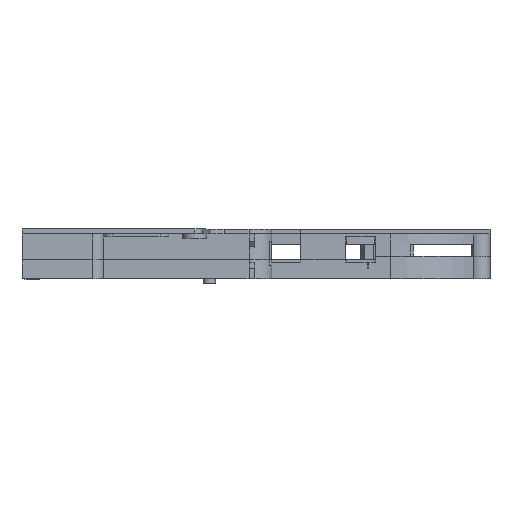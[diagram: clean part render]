
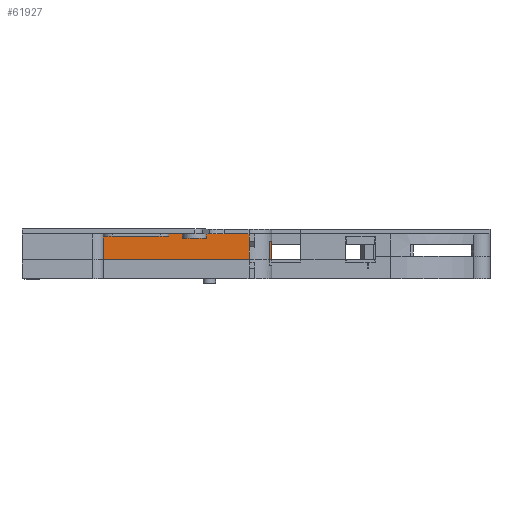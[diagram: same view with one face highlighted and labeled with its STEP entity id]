
A CAD part, top view. The second image highlights one B-rep face of the part: STEP entity #61927.
In plain terms, the highlighted planar face has unit normal (0, 0, 1).
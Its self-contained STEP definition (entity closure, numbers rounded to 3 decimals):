
#58154 = VERTEX_POINT('',#58155);
#58155 = CARTESIAN_POINT('',(19.937,25.487,
    137.336));
#58170 = PLANE('',#58171);
#58171 = AXIS2_PLACEMENT_3D('',#58172,#58173,#58174);
#58172 = CARTESIAN_POINT('',(14.679,25.487,
    113.736));
#58173 = DIRECTION('',(0.,-1.,0.));
#58174 = DIRECTION('',(1.,0.,0.));
#58198 = CYLINDRICAL_SURFACE('',#58199,2.);
#58199 = AXIS2_PLACEMENT_3D('',#58200,#58201,#58202);
#58200 = CARTESIAN_POINT('',(17.937,24.487,
    137.336));
#58201 = DIRECTION('',(0.,1.,0.));
#58202 = DIRECTION('',(0.,0.,1.));
#58255 = PLANE('',#58256);
#58256 = AXIS2_PLACEMENT_3D('',#58257,#58258,#58259);
#58257 = CARTESIAN_POINT('',(14.679,27.987,
    113.736));
#58258 = DIRECTION('',(0.,-1.,0.));
#58259 = DIRECTION('',(1.,0.,0.));
#58362 = PLANE('',#58363);
#58363 = AXIS2_PLACEMENT_3D('',#58364,#58365,#58366);
#58364 = CARTESIAN_POINT('',(12.337,26.987,
    138.836));
#58365 = DIRECTION('',(1.,0.,0.));
#58366 = DIRECTION('',(0.,0.,-1.));
#59777 = PLANE('',#59778);
#59778 = AXIS2_PLACEMENT_3D('',#59779,#59780,#59781);
#59779 = CARTESIAN_POINT('',(14.679,19.387,
    113.736));
#59780 = DIRECTION('',(0.,-1.,0.));
#59781 = DIRECTION('',(1.,0.,0.));
#59803 = CYLINDRICAL_SURFACE('',#59804,3.6);
#59804 = AXIS2_PLACEMENT_3D('',#59805,#59806,#59807);
#59805 = CARTESIAN_POINT('',(-40.036,26.987,
    137.336));
#59806 = DIRECTION('',(0.,1.,0.));
#59807 = DIRECTION('',(0.,0.,1.));
#61787 = EDGE_CURVE('',#61788,#61790,#61792,.T.);
#61788 = VERTEX_POINT('',#61789);
#61789 = CARTESIAN_POINT('',(12.337,25.487,
    137.336));
#61790 = VERTEX_POINT('',#61791);
#61791 = CARTESIAN_POINT('',(12.337,27.987,
    137.336));
#61792 = SURFACE_CURVE('',#61793,(#61797,#61804),.PCURVE_S1.);
#61793 = LINE('',#61794,#61795);
#61794 = CARTESIAN_POINT('',(12.337,26.987,
    137.336));
#61795 = VECTOR('',#61796,1.);
#61796 = DIRECTION('',(0.,1.,0.));
#61797 = PCURVE('',#58362,#61798);
#61798 = DEFINITIONAL_REPRESENTATION('',(#61799),#61803);
#61799 = LINE('',#61800,#61801);
#61800 = CARTESIAN_POINT('',(1.5,0.));
#61801 = VECTOR('',#61802,1.);
#61802 = DIRECTION('',(0.,1.));
#61803 = ( GEOMETRIC_REPRESENTATION_CONTEXT(2) 
PARAMETRIC_REPRESENTATION_CONTEXT() REPRESENTATION_CONTEXT('2D SPACE',''
  ) );
#61804 = PCURVE('',#61805,#61810);
#61805 = PLANE('',#61806);
#61806 = AXIS2_PLACEMENT_3D('',#61807,#61808,#61809);
#61807 = CARTESIAN_POINT('',(-12.049,26.987,
    137.336));
#61808 = DIRECTION('',(0.,0.,-1.));
#61809 = DIRECTION('',(-1.,0.,0.));
#61810 = DEFINITIONAL_REPRESENTATION('',(#61811),#61815);
#61811 = LINE('',#61812,#61813);
#61812 = CARTESIAN_POINT('',(-24.386,0.));
#61813 = VECTOR('',#61814,1.);
#61814 = DIRECTION('',(0.,1.));
#61815 = ( GEOMETRIC_REPRESENTATION_CONTEXT(2) 
PARAMETRIC_REPRESENTATION_CONTEXT() REPRESENTATION_CONTEXT('2D SPACE',''
  ) );
#61927 = ADVANCED_FACE('',(#61928),#61805,.F.);
#61928 = FACE_BOUND('',#61929,.T.);
#61929 = EDGE_LOOP('',(#61930,#61953,#61974,#61975,#61998,#62021));
#61930 = ORIENTED_EDGE('',*,*,#61931,.T.);
#61931 = EDGE_CURVE('',#61932,#58154,#61934,.T.);
#61932 = VERTEX_POINT('',#61933);
#61933 = CARTESIAN_POINT('',(19.937,19.387,
    137.336));
#61934 = SURFACE_CURVE('',#61935,(#61939,#61946),.PCURVE_S1.);
#61935 = LINE('',#61936,#61937);
#61936 = CARTESIAN_POINT('',(19.937,24.487,
    137.336));
#61937 = VECTOR('',#61938,1.);
#61938 = DIRECTION('',(0.,1.,0.));
#61939 = PCURVE('',#61805,#61940);
#61940 = DEFINITIONAL_REPRESENTATION('',(#61941),#61945);
#61941 = LINE('',#61942,#61943);
#61942 = CARTESIAN_POINT('',(-31.986,-2.5));
#61943 = VECTOR('',#61944,1.);
#61944 = DIRECTION('',(0.,1.));
#61945 = ( GEOMETRIC_REPRESENTATION_CONTEXT(2) 
PARAMETRIC_REPRESENTATION_CONTEXT() REPRESENTATION_CONTEXT('2D SPACE',''
  ) );
#61946 = PCURVE('',#58198,#61947);
#61947 = DEFINITIONAL_REPRESENTATION('',(#61948),#61952);
#61948 = LINE('',#61949,#61950);
#61949 = CARTESIAN_POINT('',(1.571,0.));
#61950 = VECTOR('',#61951,1.);
#61951 = DIRECTION('',(0.,1.));
#61952 = ( GEOMETRIC_REPRESENTATION_CONTEXT(2) 
PARAMETRIC_REPRESENTATION_CONTEXT() REPRESENTATION_CONTEXT('2D SPACE',''
  ) );
#61953 = ORIENTED_EDGE('',*,*,#61954,.T.);
#61954 = EDGE_CURVE('',#58154,#61788,#61955,.T.);
#61955 = SURFACE_CURVE('',#61956,(#61960,#61967),.PCURVE_S1.);
#61956 = LINE('',#61957,#61958);
#61957 = CARTESIAN_POINT('',(16.137,25.487,
    137.336));
#61958 = VECTOR('',#61959,1.);
#61959 = DIRECTION('',(-1.,0.,0.));
#61960 = PCURVE('',#61805,#61961);
#61961 = DEFINITIONAL_REPRESENTATION('',(#61962),#61966);
#61962 = LINE('',#61963,#61964);
#61963 = CARTESIAN_POINT('',(-28.186,-1.5));
#61964 = VECTOR('',#61965,1.);
#61965 = DIRECTION('',(1.,0.));
#61966 = ( GEOMETRIC_REPRESENTATION_CONTEXT(2) 
PARAMETRIC_REPRESENTATION_CONTEXT() REPRESENTATION_CONTEXT('2D SPACE',''
  ) );
#61967 = PCURVE('',#58170,#61968);
#61968 = DEFINITIONAL_REPRESENTATION('',(#61969),#61973);
#61969 = LINE('',#61970,#61971);
#61970 = CARTESIAN_POINT('',(1.458,23.6));
#61971 = VECTOR('',#61972,1.);
#61972 = DIRECTION('',(-1.,0.));
#61973 = ( GEOMETRIC_REPRESENTATION_CONTEXT(2) 
PARAMETRIC_REPRESENTATION_CONTEXT() REPRESENTATION_CONTEXT('2D SPACE',''
  ) );
#61974 = ORIENTED_EDGE('',*,*,#61787,.T.);
#61975 = ORIENTED_EDGE('',*,*,#61976,.T.);
#61976 = EDGE_CURVE('',#61790,#61977,#61979,.T.);
#61977 = VERTEX_POINT('',#61978);
#61978 = CARTESIAN_POINT('',(-36.436,27.987,
    137.336));
#61979 = SURFACE_CURVE('',#61980,(#61984,#61991),.PCURVE_S1.);
#61980 = LINE('',#61981,#61982);
#61981 = CARTESIAN_POINT('',(-12.049,27.987,
    137.336));
#61982 = VECTOR('',#61983,1.);
#61983 = DIRECTION('',(-1.,0.,0.));
#61984 = PCURVE('',#61805,#61985);
#61985 = DEFINITIONAL_REPRESENTATION('',(#61986),#61990);
#61986 = LINE('',#61987,#61988);
#61987 = CARTESIAN_POINT('',(0.,1.));
#61988 = VECTOR('',#61989,1.);
#61989 = DIRECTION('',(1.,0.));
#61990 = ( GEOMETRIC_REPRESENTATION_CONTEXT(2) 
PARAMETRIC_REPRESENTATION_CONTEXT() REPRESENTATION_CONTEXT('2D SPACE',''
  ) );
#61991 = PCURVE('',#58255,#61992);
#61992 = DEFINITIONAL_REPRESENTATION('',(#61993),#61997);
#61993 = LINE('',#61994,#61995);
#61994 = CARTESIAN_POINT('',(-26.728,23.6));
#61995 = VECTOR('',#61996,1.);
#61996 = DIRECTION('',(-1.,0.));
#61997 = ( GEOMETRIC_REPRESENTATION_CONTEXT(2) 
PARAMETRIC_REPRESENTATION_CONTEXT() REPRESENTATION_CONTEXT('2D SPACE',''
  ) );
#61998 = ORIENTED_EDGE('',*,*,#61999,.F.);
#61999 = EDGE_CURVE('',#62000,#61977,#62002,.T.);
#62000 = VERTEX_POINT('',#62001);
#62001 = CARTESIAN_POINT('',(-36.436,19.387,
    137.336));
#62002 = SURFACE_CURVE('',#62003,(#62007,#62014),.PCURVE_S1.);
#62003 = LINE('',#62004,#62005);
#62004 = CARTESIAN_POINT('',(-36.436,26.987,
    137.336));
#62005 = VECTOR('',#62006,1.);
#62006 = DIRECTION('',(0.,1.,0.));
#62007 = PCURVE('',#61805,#62008);
#62008 = DEFINITIONAL_REPRESENTATION('',(#62009),#62013);
#62009 = LINE('',#62010,#62011);
#62010 = CARTESIAN_POINT('',(24.386,0.));
#62011 = VECTOR('',#62012,1.);
#62012 = DIRECTION('',(0.,1.));
#62013 = ( GEOMETRIC_REPRESENTATION_CONTEXT(2) 
PARAMETRIC_REPRESENTATION_CONTEXT() REPRESENTATION_CONTEXT('2D SPACE',''
  ) );
#62014 = PCURVE('',#59803,#62015);
#62015 = DEFINITIONAL_REPRESENTATION('',(#62016),#62020);
#62016 = LINE('',#62017,#62018);
#62017 = CARTESIAN_POINT('',(1.571,0.));
#62018 = VECTOR('',#62019,1.);
#62019 = DIRECTION('',(0.,1.));
#62020 = ( GEOMETRIC_REPRESENTATION_CONTEXT(2) 
PARAMETRIC_REPRESENTATION_CONTEXT() REPRESENTATION_CONTEXT('2D SPACE',''
  ) );
#62021 = ORIENTED_EDGE('',*,*,#62022,.F.);
#62022 = EDGE_CURVE('',#61932,#62000,#62023,.T.);
#62023 = SURFACE_CURVE('',#62024,(#62028,#62035),.PCURVE_S1.);
#62024 = LINE('',#62025,#62026);
#62025 = CARTESIAN_POINT('',(-12.049,19.387,
    137.336));
#62026 = VECTOR('',#62027,1.);
#62027 = DIRECTION('',(-1.,0.,0.));
#62028 = PCURVE('',#61805,#62029);
#62029 = DEFINITIONAL_REPRESENTATION('',(#62030),#62034);
#62030 = LINE('',#62031,#62032);
#62031 = CARTESIAN_POINT('',(-0.,-7.6));
#62032 = VECTOR('',#62033,1.);
#62033 = DIRECTION('',(1.,0.));
#62034 = ( GEOMETRIC_REPRESENTATION_CONTEXT(2) 
PARAMETRIC_REPRESENTATION_CONTEXT() REPRESENTATION_CONTEXT('2D SPACE',''
  ) );
#62035 = PCURVE('',#59777,#62036);
#62036 = DEFINITIONAL_REPRESENTATION('',(#62037),#62041);
#62037 = LINE('',#62038,#62039);
#62038 = CARTESIAN_POINT('',(-26.728,23.6));
#62039 = VECTOR('',#62040,1.);
#62040 = DIRECTION('',(-1.,0.));
#62041 = ( GEOMETRIC_REPRESENTATION_CONTEXT(2) 
PARAMETRIC_REPRESENTATION_CONTEXT() REPRESENTATION_CONTEXT('2D SPACE',''
  ) );
